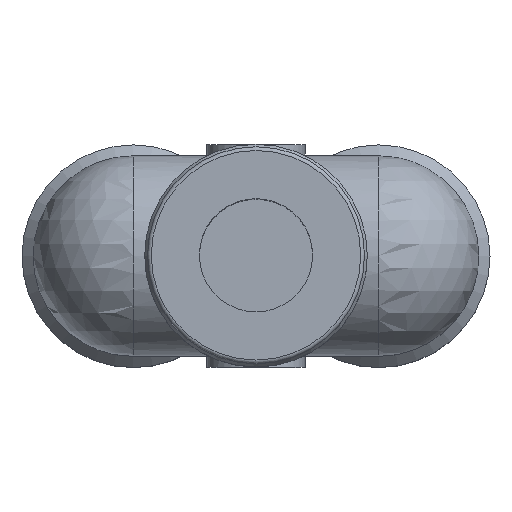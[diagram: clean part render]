
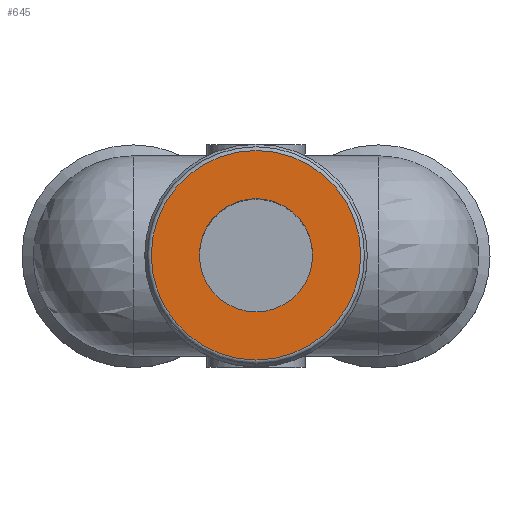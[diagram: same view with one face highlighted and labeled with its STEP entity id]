
A CAD part, top view. The second image highlights one B-rep face of the part: STEP entity #645.
In plain terms, the highlighted planar face has unit normal (0, 0, 1).
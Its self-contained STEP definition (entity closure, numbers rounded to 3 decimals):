
#24=PLANE('',#742);
#73=CIRCLE('',#741,5.55);
#74=CIRCLE('',#743,3.);
#163=ORIENTED_EDGE('',*,*,#276,.F.);
#164=ORIENTED_EDGE('',*,*,#275,.T.);
#275=EDGE_CURVE('',#337,#337,#73,.T.);
#276=EDGE_CURVE('',#338,#338,#74,.T.);
#337=VERTEX_POINT('',#1174);
#338=VERTEX_POINT('',#1177);
#414=EDGE_LOOP('',(#163));
#415=EDGE_LOOP('',(#164));
#526=FACE_BOUND('',#414,.T.);
#527=FACE_BOUND('',#415,.T.);
#645=ADVANCED_FACE('',(#526,#527),#24,.F.);
#741=AXIS2_PLACEMENT_3D('',#1173,#905,#906);
#742=AXIS2_PLACEMENT_3D('',#1175,#907,#908);
#743=AXIS2_PLACEMENT_3D('',#1176,#909,#910);
#905=DIRECTION('',(0.,0.,1.));
#906=DIRECTION('',(1.,0.,0.));
#907=DIRECTION('',(0.,0.,-1.));
#908=DIRECTION('',(-1.,0.,0.));
#909=DIRECTION('',(0.,0.,1.));
#910=DIRECTION('',(1.,0.,0.));
#1173=CARTESIAN_POINT('',(0.,0.,22.15));
#1174=CARTESIAN_POINT('',(5.55,0.,22.15));
#1175=CARTESIAN_POINT('',(5.55,0.,22.15));
#1176=CARTESIAN_POINT('',(0.,0.,22.15));
#1177=CARTESIAN_POINT('',(3.,0.,22.15));
